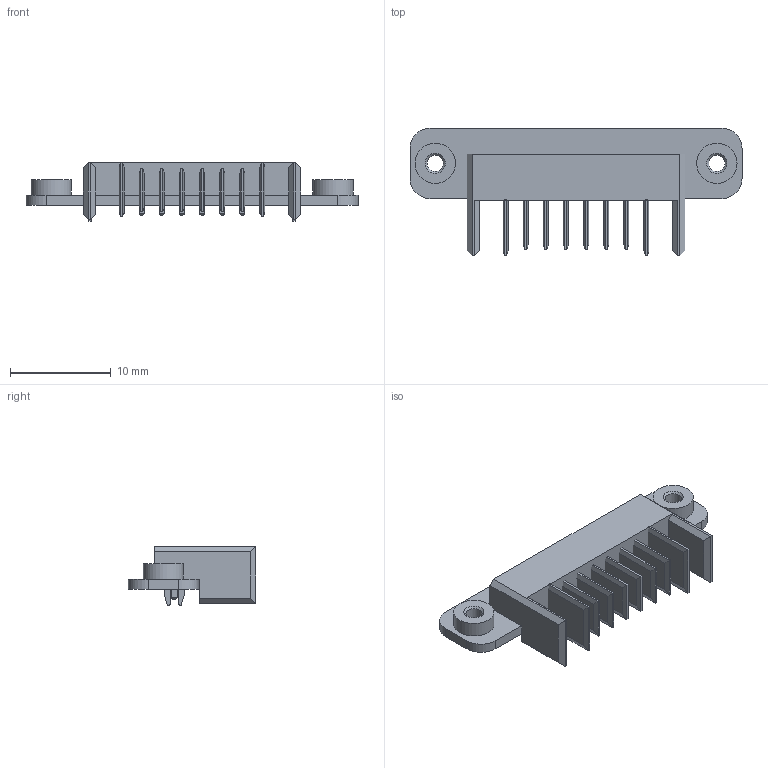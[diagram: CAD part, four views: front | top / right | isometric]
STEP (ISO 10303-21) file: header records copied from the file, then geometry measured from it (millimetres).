
FILE_DESCRIPTION(('Open CASCADE Model'),'2;1');
FILE_NAME('Open CASCADE Shape Model','2024-12-30T16:38:09',('Author'),( 'Open CASCADE'),'Open CASCADE STEP processor 7.5','Open CASCADE 7.5' ,'Unknown');
FILE_SCHEMA(('AUTOMOTIVE_DESIGN { 1 0 10303 214 1 1 1 1 }'));
Length unit declared in the file: millimetre
Products named in the file (8): PCB; Board; Open CASCADE STEP translator 7.5 1.1.1; U2; M2x4x1.5+2.5x1; U1; J1; BAT_8P_M
Assembly tree (8 placements, depth 3):
  PCB
    Board
      Open CASCADE STEP translator 7.5 1.1.1
    U2
      M2x4x1.5+2.5x1
    U1
      M2x4x1.5+2.5x1
    J1
      BAT_8P_M
Bounding box: 33 x 12.67 x 5.8 mm (x, y, z)
Volume: 717.4 mm3; surface area: 1639.5 mm2
Topology: 24 solids, 24 shells, 276 faces, 604 edges, 378 vertices
Faces by surface type: plane 214, cylinder 60, cone 2
Full cylindrical faces by diameter (mm): 1 x8, 1.623 x2, 2.5 x2, 2.6 x2, 4 x2
Entity records: 7559 total; most frequent: CARTESIAN_POINT 1242, DIRECTION 1232, ORIENTED_EDGE 1186, EDGE_CURVE 593, LINE 510, VECTOR 510, VERTEX_POINT 371, AXIS2_PLACEMENT_3D 361
